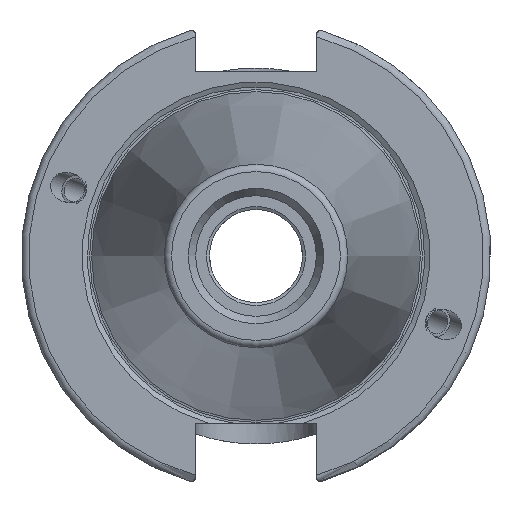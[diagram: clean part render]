
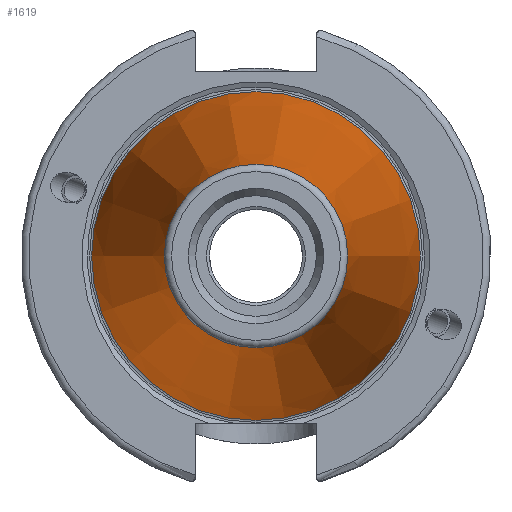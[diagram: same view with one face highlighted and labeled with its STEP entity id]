
A CAD part, left-side view. The second image highlights one B-rep face of the part: STEP entity #1619.
In plain terms, the highlighted conical face has half-angle 8.297 degrees and reference radius 17.248 mm.
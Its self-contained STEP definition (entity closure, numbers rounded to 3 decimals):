
#39=CONICAL_SURFACE('',#1810,17.248,0.145);
#153=LINE('',#3239,#235);
#235=VECTOR('',#2207,17.248);
#355=FACE_OUTER_BOUND('',#462,.T.);
#462=EDGE_LOOP('',(#1379,#1380,#1381,#1382,#1383));
#550=CIRCLE('',#1804,12.397);
#551=CIRCLE('',#1805,12.397);
#555=CIRCLE('',#1811,22.225);
#764=VERTEX_POINT('',#3226);
#765=VERTEX_POINT('',#3227);
#768=VERTEX_POINT('',#3237);
#984=EDGE_CURVE('',#764,#765,#550,.T.);
#985=EDGE_CURVE('',#765,#764,#551,.T.);
#989=EDGE_CURVE('',#768,#768,#555,.T.);
#990=EDGE_CURVE('',#768,#765,#153,.T.);
#1379=ORIENTED_EDGE('',*,*,#989,.F.);
#1380=ORIENTED_EDGE('',*,*,#990,.T.);
#1381=ORIENTED_EDGE('',*,*,#984,.F.);
#1382=ORIENTED_EDGE('',*,*,#985,.F.);
#1383=ORIENTED_EDGE('',*,*,#990,.F.);
#1619=ADVANCED_FACE('',(#355),#39,.T.);
#1804=AXIS2_PLACEMENT_3D('',#3228,#2191,#2192);
#1805=AXIS2_PLACEMENT_3D('',#3229,#2193,#2194);
#1810=AXIS2_PLACEMENT_3D('',#3236,#2203,#2204);
#1811=AXIS2_PLACEMENT_3D('',#3238,#2205,#2206);
#2191=DIRECTION('center_axis',(-1.,0.,0.));
#2192=DIRECTION('ref_axis',(0.,-1.,0.));
#2193=DIRECTION('center_axis',(-1.,0.,0.));
#2194=DIRECTION('ref_axis',(0.,-1.,0.));
#2203=DIRECTION('center_axis',(1.,0.,0.));
#2204=DIRECTION('ref_axis',(0.,1.,0.));
#2205=DIRECTION('center_axis',(1.,0.,0.));
#2206=DIRECTION('ref_axis',(0.,0.,-1.));
#2207=DIRECTION('',(-0.99,0.144,0.));
#3226=CARTESIAN_POINT('',(-67.394,0.,12.397));
#3227=CARTESIAN_POINT('',(-67.394,-12.397,0.));
#3228=CARTESIAN_POINT('Origin',(-67.394,0.,0.));
#3229=CARTESIAN_POINT('Origin',(-67.394,0.,0.));
#3236=CARTESIAN_POINT('Origin',(-34.125,0.,0.));
#3237=CARTESIAN_POINT('',(0.,-22.225,0.));
#3238=CARTESIAN_POINT('Origin',(0.,0.,0.));
#3239=CARTESIAN_POINT('',(-34.125,-17.248,0.));
